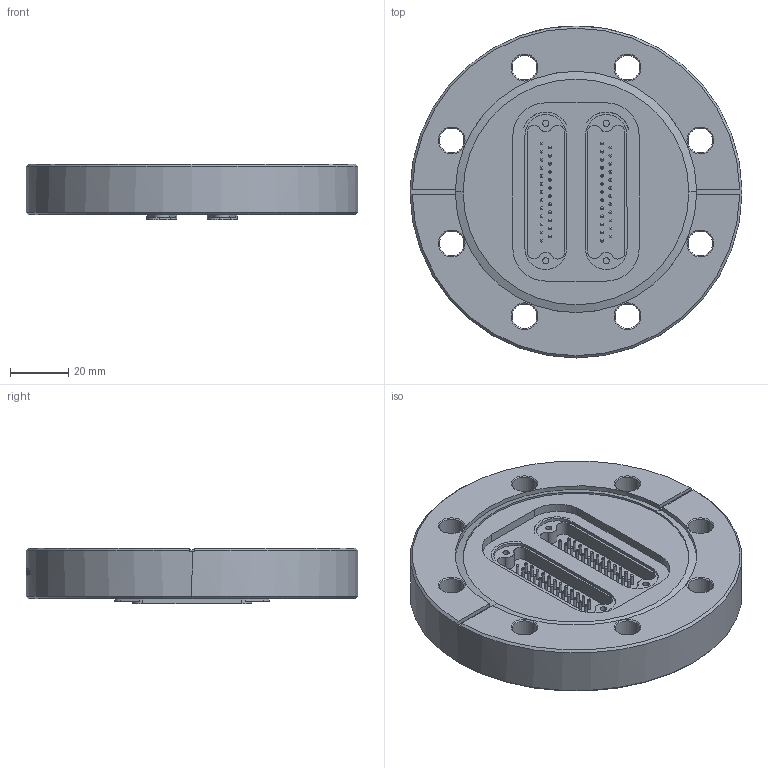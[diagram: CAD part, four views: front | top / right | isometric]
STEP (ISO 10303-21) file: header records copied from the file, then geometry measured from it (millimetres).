
FILE_DESCRIPTION(/* description */ ('Alibre Inc.'),/* implementation_level */ '2;1');
FILE_NAME(/* name */ 'export0',/* time_stamp */ '2009-06-11T08:39:04-07:00',/* author */ (''),/* organization */ (''),/* preprocessor_version */ 'ST-DEVELOPER v10',/* originating_system */ 'Alibre',/* authorisation */ '');
FILE_SCHEMA (('CONFIG_CONTROL_DESIGN'));
Length unit declared in the file: centimetre
Products named in the file (1): ID_1
Bounding box: 113.54 x 113.54 x 19.11 mm (x, y, z)
Volume: 143732.5 mm3; surface area: 35390.2 mm2
Topology: 1 solids, 1 shells, 775 faces, 1846 edges, 1218 vertices
Faces by surface type: plane 286, cylinder 210, bspline 140, torus 100, cone 38, sphere 1
Full cylindrical faces by diameter (mm): 0.94 x100, 2.156 x8
Entity records: 44576 total; most frequent: CARTESIAN_POINT 29396, ORIENTED_EDGE 3076, DIRECTION 2436, EDGE_CURVE 1538, AXIS2_PLACEMENT_3D 1200, EDGE_LOOP 1148, FACE_BOUND 1148, VERTEX_POINT 1118
